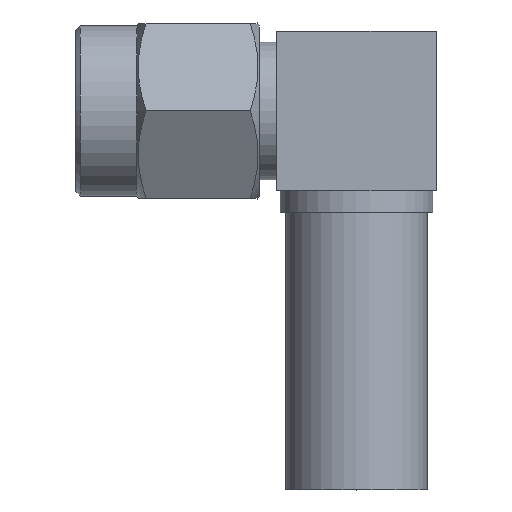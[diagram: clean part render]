
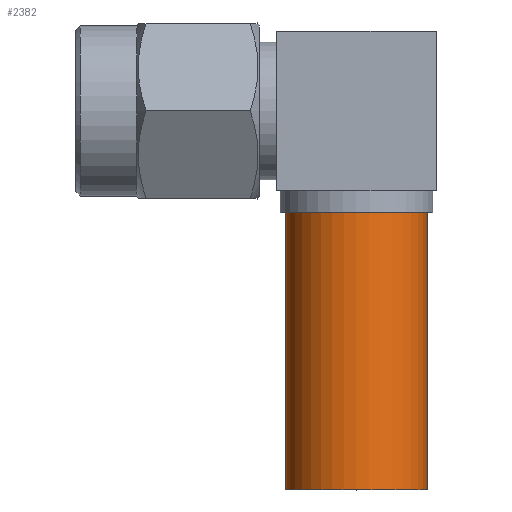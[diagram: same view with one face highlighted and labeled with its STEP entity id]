
A CAD part, top view. The second image highlights one B-rep face of the part: STEP entity #2382.
In plain terms, the highlighted cylindrical face has radius 3.25 mm (diameter 6.5 mm), a partial arc.
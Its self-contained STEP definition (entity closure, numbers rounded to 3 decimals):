
#56 = LINE ( 'NONE', #931, #397 ) ;
#105 = CARTESIAN_POINT ( 'NONE',  ( 12.85, 3.65, 0. ) ) ;
#142 = EDGE_CURVE ( 'NONE', #782, #1972, #471, .T. ) ;
#324 = FACE_OUTER_BOUND ( 'NONE', #2189, .T. ) ;
#356 = DIRECTION ( 'NONE',  ( 0., 1., 0. ) ) ;
#397 = VECTOR ( 'NONE', #734, 1000. ) ;
#471 = LINE ( 'NONE', #2139, #534 ) ;
#534 = VECTOR ( 'NONE', #2344, 1000. ) ;
#626 = CARTESIAN_POINT ( 'NONE',  ( 16.1, -17.35, 0. ) ) ;
#628 = EDGE_CURVE ( 'NONE', #2529, #917, #56, .T. ) ;
#660 = CIRCLE ( 'NONE', #1964, 3.25 ) ;
#734 = DIRECTION ( 'NONE',  ( 0., 1., 0. ) ) ;
#782 = VERTEX_POINT ( 'NONE', #626 ) ;
#912 = DIRECTION ( 'NONE',  ( 0., 1., 0. ) ) ;
#915 = DIRECTION ( 'NONE',  ( -1., 0., 0. ) ) ;
#917 = VERTEX_POINT ( 'NONE', #1770 ) ;
#931 = CARTESIAN_POINT ( 'NONE',  ( 9.6, 3.65, 0. ) ) ;
#958 = DIRECTION ( 'NONE',  ( -1., 0., 0. ) ) ;
#984 = CARTESIAN_POINT ( 'NONE',  ( 16.1, -4.65, 0. ) ) ;
#1007 = CIRCLE ( 'NONE', #1463, 3.25 ) ;
#1142 = EDGE_CURVE ( 'NONE', #2529, #782, #1007, .T. ) ;
#1163 = CARTESIAN_POINT ( 'NONE',  ( 12.85, -17.35, 0. ) ) ;
#1457 = CARTESIAN_POINT ( 'NONE',  ( 9.6, -17.35, 0. ) ) ;
#1463 = AXIS2_PLACEMENT_3D ( 'NONE', #1163, #912, #958 ) ;
#1499 = EDGE_CURVE ( 'NONE', #917, #1972, #660, .T. ) ;
#1577 = CARTESIAN_POINT ( 'NONE',  ( 12.85, -4.65, 0. ) ) ;
#1731 = DIRECTION ( 'NONE',  ( 0., 1., 0. ) ) ;
#1770 = CARTESIAN_POINT ( 'NONE',  ( 9.6, -4.65, 0. ) ) ;
#1782 = DIRECTION ( 'NONE',  ( -1., 0., 0. ) ) ;
#1964 = AXIS2_PLACEMENT_3D ( 'NONE', #1577, #356, #1782 ) ;
#1972 = VERTEX_POINT ( 'NONE', #984 ) ;
#2139 = CARTESIAN_POINT ( 'NONE',  ( 16.1, 3.65, 0. ) ) ;
#2189 = EDGE_LOOP ( 'NONE', ( #2492, #2563, #2365, #2244 ) ) ;
#2244 = ORIENTED_EDGE ( 'NONE', *, *, #628, .F. ) ;
#2289 = CYLINDRICAL_SURFACE ( 'NONE', #2297, 3.25 ) ;
#2297 = AXIS2_PLACEMENT_3D ( 'NONE', #105, #1731, #915 ) ;
#2344 = DIRECTION ( 'NONE',  ( 0., 1., 0. ) ) ;
#2365 = ORIENTED_EDGE ( 'NONE', *, *, #1499, .F. ) ;
#2382 = ADVANCED_FACE ( 'NONE', ( #324 ), #2289, .T. ) ;
#2492 = ORIENTED_EDGE ( 'NONE', *, *, #1142, .T. ) ;
#2529 = VERTEX_POINT ( 'NONE', #1457 ) ;
#2563 = ORIENTED_EDGE ( 'NONE', *, *, #142, .T. ) ;
